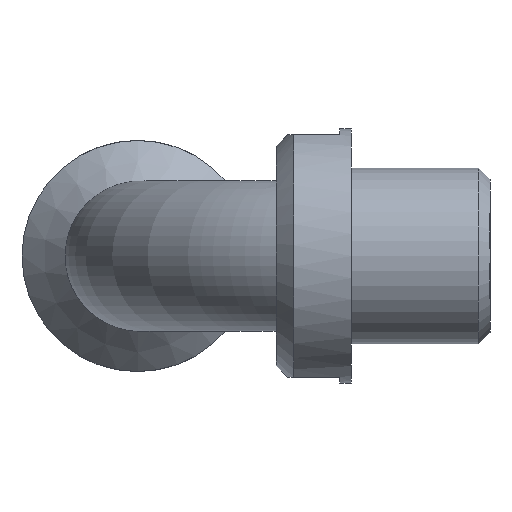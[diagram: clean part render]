
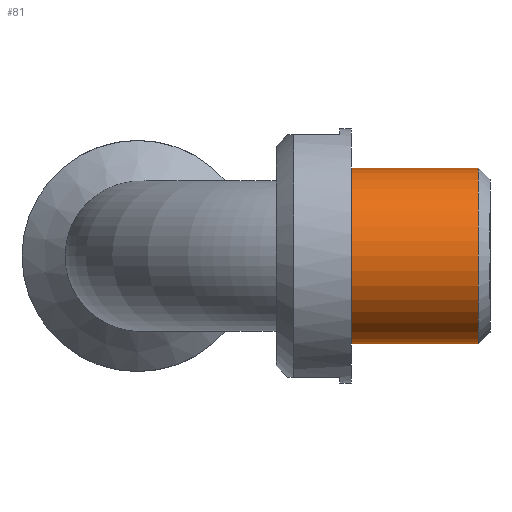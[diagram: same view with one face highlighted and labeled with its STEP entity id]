
A CAD part, left-side view. The second image highlights one B-rep face of the part: STEP entity #81.
In plain terms, the highlighted cylindrical face has radius 7.6 mm (diameter 15.2 mm), a full revolution.
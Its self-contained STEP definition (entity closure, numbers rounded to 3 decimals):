
#81 = ADVANCED_FACE( '', ( #135, #136 ), #137, .T. );
#135 = FACE_OUTER_BOUND( '', #241, .T. );
#136 = FACE_OUTER_BOUND( '', #242, .T. );
#137 = CYLINDRICAL_SURFACE( '', #243, 7.6 );
#241 = EDGE_LOOP( '', ( #391 ) );
#242 = EDGE_LOOP( '', ( #392 ) );
#243 = AXIS2_PLACEMENT_3D( '', #393, #394, #395 );
#391 = ORIENTED_EDGE( '', *, *, #659, .T. );
#392 = ORIENTED_EDGE( '', *, *, #660, .T. );
#393 = CARTESIAN_POINT( '', ( 0.8, 5.5, 0. ) );
#394 = DIRECTION( '', ( 0., -1., 0. ) );
#395 = DIRECTION( '', ( -1., 0., 0. ) );
#659 = EDGE_CURVE( '', #775, #775, #776, .F. );
#660 = EDGE_CURVE( '', #777, #777, #778, .T. );
#775 = VERTEX_POINT( '', #1104 );
#776 = CIRCLE( '', #1105, 7.6 );
#777 = VERTEX_POINT( '', #1106 );
#778 = CIRCLE( '', #1107, 7.6 );
#1104 = CARTESIAN_POINT( '', ( 0.8, 5.5, 7.6 ) );
#1105 = AXIS2_PLACEMENT_3D( '', #1336, #1337, #1338 );
#1106 = CARTESIAN_POINT( '', ( -6.8, -5.5, 0. ) );
#1107 = AXIS2_PLACEMENT_3D( '', #1339, #1340, #1341 );
#1336 = CARTESIAN_POINT( '', ( 0.8, 5.5, 0. ) );
#1337 = DIRECTION( '', ( 0., 1., 0. ) );
#1338 = DIRECTION( '', ( 0., 0., 1. ) );
#1339 = CARTESIAN_POINT( '', ( 0.8, -5.5, 0. ) );
#1340 = DIRECTION( '', ( 0., 1., 0. ) );
#1341 = DIRECTION( '', ( -1., 0., 0. ) );
